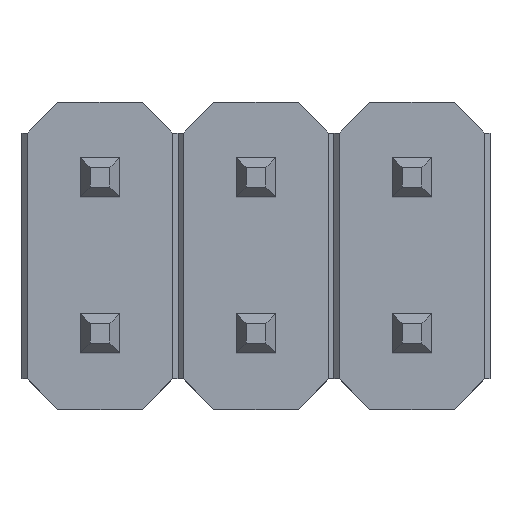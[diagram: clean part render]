
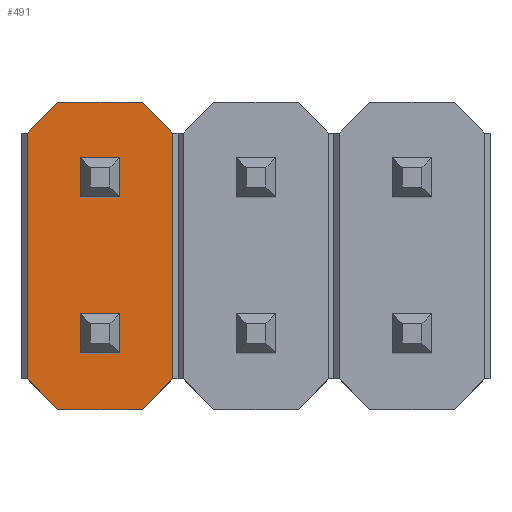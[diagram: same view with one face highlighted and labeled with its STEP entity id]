
A CAD part, top view. The second image highlights one B-rep face of the part: STEP entity #491.
In plain terms, the highlighted planar face has unit normal (0, 0, 1).
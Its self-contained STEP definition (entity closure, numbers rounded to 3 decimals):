
#491=ADVANCED_FACE('',(#1097),#1099,.T.);
#1097=FACE_BOUND('',#1098,.T.);
#1098=EDGE_LOOP('',(#1554,#1555,#1556,#1557,#1558,#1559,#1560,#1561));
#1099=PLANE('',#1100);
#1100=AXIS2_PLACEMENT_3D('',#1101,#1102,#1103);
#1101=CARTESIAN_POINT('',(0.,0.,2.5));
#1102=DIRECTION('',(0.,0.,1.));
#1103=DIRECTION('',(1.,0.,0.));
#1554=ORIENTED_EDGE('',*,*,#1776,.T.);
#1555=ORIENTED_EDGE('',*,*,#1834,.T.);
#1556=ORIENTED_EDGE('',*,*,#1835,.T.);
#1557=ORIENTED_EDGE('',*,*,#1836,.T.);
#1558=ORIENTED_EDGE('',*,*,#1837,.T.);
#1559=ORIENTED_EDGE('',*,*,#1838,.T.);
#1560=ORIENTED_EDGE('',*,*,#1839,.T.);
#1561=ORIENTED_EDGE('',*,*,#1840,.T.);
#1776=EDGE_CURVE('',#1939,#1937,#1940,.F.);
#1834=EDGE_CURVE('',#1937,#2030,#2031,.T.);
#1835=EDGE_CURVE('',#2030,#2032,#2033,.T.);
#1836=EDGE_CURVE('',#2032,#2034,#2035,.T.);
#1837=EDGE_CURVE('',#2034,#2036,#2037,.F.);
#1838=EDGE_CURVE('',#2036,#2038,#2039,.T.);
#1839=EDGE_CURVE('',#2038,#2040,#2041,.T.);
#1840=EDGE_CURVE('',#2040,#1939,#2042,.T.);
#1937=VERTEX_POINT('',#2191);
#1939=VERTEX_POINT('',#2195);
#1940=LINE('',#2196,#2197);
#2030=VERTEX_POINT('',#2402);
#2031=LINE('',#2403,#2404);
#2032=VERTEX_POINT('',#2406);
#2033=LINE('',#2407,#2408);
#2034=VERTEX_POINT('',#2410);
#2035=LINE('',#2411,#2412);
#2036=VERTEX_POINT('',#2414);
#2037=LINE('',#2415,#2416);
#2038=VERTEX_POINT('',#2418);
#2039=LINE('',#2419,#2420);
#2040=VERTEX_POINT('',#2422);
#2041=LINE('',#2423,#2424);
#2042=LINE('',#2426,#2427);
#2191=CARTESIAN_POINT('',(1.185,3.27,2.5));
#2195=CARTESIAN_POINT('',(1.185,-0.73,2.5));
#2196=CARTESIAN_POINT('',(1.185,3.27,2.5));
#2197=VECTOR('',#2198,1.);
#2198=DIRECTION('',(0.,-1.,0.));
#2402=CARTESIAN_POINT('',(0.685,3.77,2.5));
#2403=CARTESIAN_POINT('',(1.185,3.27,2.5));
#2404=VECTOR('',#2405,1.);
#2405=DIRECTION('',(-0.707,0.707,0.));
#2406=CARTESIAN_POINT('',(-0.685,3.77,2.5));
#2407=CARTESIAN_POINT('',(0.685,3.77,2.5));
#2408=VECTOR('',#2409,1.);
#2409=DIRECTION('',(-1.,0.,0.));
#2410=CARTESIAN_POINT('',(-1.185,3.27,2.5));
#2411=CARTESIAN_POINT('',(-0.685,3.77,2.5));
#2412=VECTOR('',#2413,1.);
#2413=DIRECTION('',(-0.707,-0.707,0.));
#2414=CARTESIAN_POINT('',(-1.185,-0.73,2.5));
#2415=CARTESIAN_POINT('',(-1.185,-0.73,2.5));
#2416=VECTOR('',#2417,1.);
#2417=DIRECTION('',(0.,1.,0.));
#2418=CARTESIAN_POINT('',(-0.685,-1.23,2.5));
#2419=CARTESIAN_POINT('',(-1.185,-0.73,2.5));
#2420=VECTOR('',#2421,1.);
#2421=DIRECTION('',(0.707,-0.707,0.));
#2422=CARTESIAN_POINT('',(0.685,-1.23,2.5));
#2423=CARTESIAN_POINT('',(-0.685,-1.23,2.5));
#2424=VECTOR('',#2425,1.);
#2425=DIRECTION('',(1.,0.,0.));
#2426=CARTESIAN_POINT('',(0.685,-1.23,2.5));
#2427=VECTOR('',#2428,1.);
#2428=DIRECTION('',(0.707,0.707,0.));
